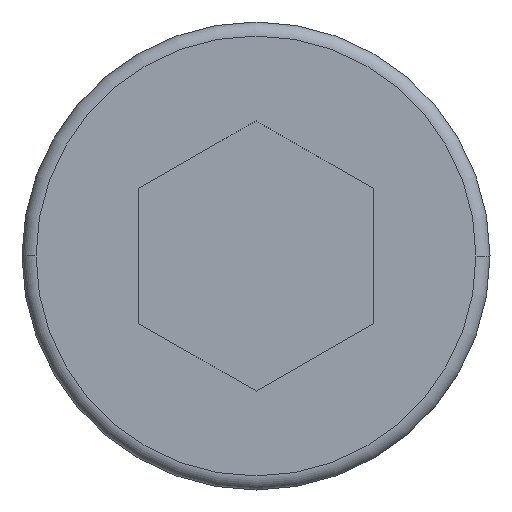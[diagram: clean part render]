
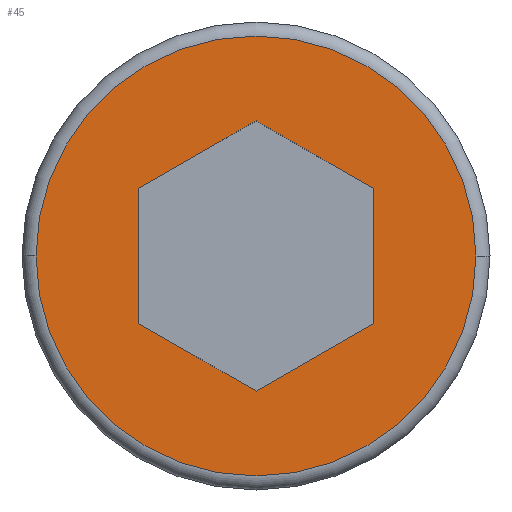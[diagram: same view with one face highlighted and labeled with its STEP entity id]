
A CAD part, left-side view. The second image highlights one B-rep face of the part: STEP entity #45.
In plain terms, the highlighted planar face has unit normal (-1, 0, 0).
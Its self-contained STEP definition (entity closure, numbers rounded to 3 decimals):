
#1 = DIRECTION ( 'NONE',  ( -1., 0., 0. ) ) ;
#28 = VECTOR ( 'NONE', #600, 1000. ) ;
#38 = AXIS2_PLACEMENT_3D ( 'NONE', #143, #1, #282 ) ;
#45 = ADVANCED_FACE ( 'NONE', ( #131, #609 ), #511, .T. ) ;
#69 = CARTESIAN_POINT ( 'NONE',  ( 0., -2.5, -1.443 ) ) ;
#70 = ORIENTED_EDGE ( 'NONE', *, *, #144, .F. ) ;
#71 = DIRECTION ( 'NONE',  ( 0., 0.866, -0.5 ) ) ;
#72 = CARTESIAN_POINT ( 'NONE',  ( 0., 2.5, 1.443 ) ) ;
#75 = CARTESIAN_POINT ( 'NONE',  ( 0., 0., -2.887 ) ) ;
#80 = VERTEX_POINT ( 'NONE', #244 ) ;
#81 = DIRECTION ( 'NONE',  ( 0., -0.866, -0.5 ) ) ;
#89 = AXIS2_PLACEMENT_3D ( 'NONE', #251, #106, #443 ) ;
#93 = LINE ( 'NONE', #572, #180 ) ;
#106 = DIRECTION ( 'NONE',  ( -1., 0., 0. ) ) ;
#111 = ORIENTED_EDGE ( 'NONE', *, *, #606, .F. ) ;
#121 = LINE ( 'NONE', #212, #299 ) ;
#124 = LINE ( 'NONE', #172, #328 ) ;
#131 = FACE_OUTER_BOUND ( 'NONE', #298, .T. ) ;
#132 = CARTESIAN_POINT ( 'NONE',  ( 0., -4.7, 0. ) ) ;
#143 = CARTESIAN_POINT ( 'NONE',  ( 0., 0., 0. ) ) ;
#144 = EDGE_CURVE ( 'NONE', #80, #476, #121, .T. ) ;
#146 = VECTOR ( 'NONE', #602, 1000. ) ;
#165 = EDGE_CURVE ( 'NONE', #589, #438, #208, .T. ) ;
#172 = CARTESIAN_POINT ( 'NONE',  ( 0., 2.5, -1.443 ) ) ;
#180 = VECTOR ( 'NONE', #228, 1000. ) ;
#195 = ORIENTED_EDGE ( 'NONE', *, *, #321, .T. ) ;
#201 = VERTEX_POINT ( 'NONE', #406 ) ;
#206 = EDGE_CURVE ( 'NONE', #529, #589, #124, .T. ) ;
#208 = LINE ( 'NONE', #219, #146 ) ;
#212 = CARTESIAN_POINT ( 'NONE',  ( 0., 0., 2.887 ) ) ;
#216 = ORIENTED_EDGE ( 'NONE', *, *, #269, .F. ) ;
#219 = CARTESIAN_POINT ( 'NONE',  ( 0., 0., -2.887 ) ) ;
#224 = VECTOR ( 'NONE', #563, 1000. ) ;
#225 = CARTESIAN_POINT ( 'NONE',  ( 0., -2.5, -1.443 ) ) ;
#228 = DIRECTION ( 'NONE',  ( 0., 0., -1. ) ) ;
#241 = AXIS2_PLACEMENT_3D ( 'NONE', #268, #415, #460 ) ;
#244 = CARTESIAN_POINT ( 'NONE',  ( 0., 0., 2.887 ) ) ;
#251 = CARTESIAN_POINT ( 'NONE',  ( 0., 0., 0. ) ) ;
#262 = VERTEX_POINT ( 'NONE', #132 ) ;
#268 = CARTESIAN_POINT ( 'NONE',  ( 0., 0., 0. ) ) ;
#269 = EDGE_CURVE ( 'NONE', #438, #497, #330, .T. ) ;
#282 = DIRECTION ( 'NONE',  ( 0., -1., 0. ) ) ;
#292 = EDGE_CURVE ( 'NONE', #476, #529, #93, .T. ) ;
#293 = CARTESIAN_POINT ( 'NONE',  ( 0., -2.5, 1.443 ) ) ;
#298 = EDGE_LOOP ( 'NONE', ( #195, #393 ) ) ;
#299 = VECTOR ( 'NONE', #71, 1000. ) ;
#313 = EDGE_LOOP ( 'NONE', ( #335, #70, #111, #216, #580, #501 ) ) ;
#321 = EDGE_CURVE ( 'NONE', #262, #201, #417, .T. ) ;
#328 = VECTOR ( 'NONE', #81, 1000. ) ;
#330 = LINE ( 'NONE', #225, #224 ) ;
#335 = ORIENTED_EDGE ( 'NONE', *, *, #292, .F. ) ;
#393 = ORIENTED_EDGE ( 'NONE', *, *, #429, .T. ) ;
#406 = CARTESIAN_POINT ( 'NONE',  ( 0., 4.7, 0. ) ) ;
#414 = LINE ( 'NONE', #564, #28 ) ;
#415 = DIRECTION ( 'NONE',  ( -1., 0., 0. ) ) ;
#417 = CIRCLE ( 'NONE', #38, 4.7 ) ;
#429 = EDGE_CURVE ( 'NONE', #201, #262, #614, .T. ) ;
#438 = VERTEX_POINT ( 'NONE', #69 ) ;
#443 = DIRECTION ( 'NONE',  ( 0., -1., 0. ) ) ;
#460 = DIRECTION ( 'NONE',  ( 0., -1., 0. ) ) ;
#476 = VERTEX_POINT ( 'NONE', #72 ) ;
#497 = VERTEX_POINT ( 'NONE', #293 ) ;
#501 = ORIENTED_EDGE ( 'NONE', *, *, #206, .F. ) ;
#511 = PLANE ( 'NONE',  #241 ) ;
#529 = VERTEX_POINT ( 'NONE', #557 ) ;
#557 = CARTESIAN_POINT ( 'NONE',  ( 0., 2.5, -1.443 ) ) ;
#563 = DIRECTION ( 'NONE',  ( 0., 0., 1. ) ) ;
#564 = CARTESIAN_POINT ( 'NONE',  ( 0., -2.5, 1.443 ) ) ;
#572 = CARTESIAN_POINT ( 'NONE',  ( 0., 2.5, 1.443 ) ) ;
#580 = ORIENTED_EDGE ( 'NONE', *, *, #165, .F. ) ;
#589 = VERTEX_POINT ( 'NONE', #75 ) ;
#600 = DIRECTION ( 'NONE',  ( 0., 0.866, 0.5 ) ) ;
#602 = DIRECTION ( 'NONE',  ( 0., -0.866, 0.5 ) ) ;
#606 = EDGE_CURVE ( 'NONE', #497, #80, #414, .T. ) ;
#609 = FACE_BOUND ( 'NONE', #313, .T. ) ;
#614 = CIRCLE ( 'NONE', #89, 4.7 ) ;
